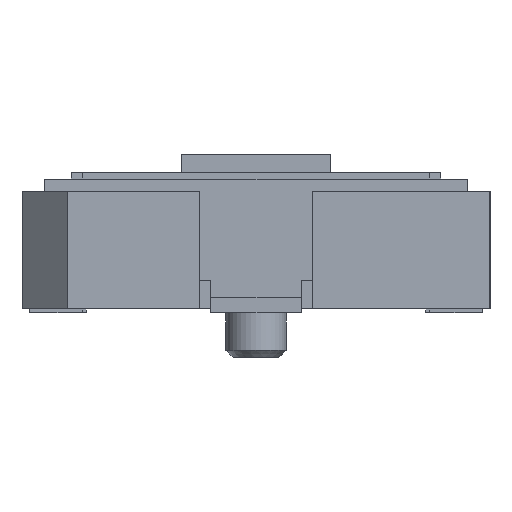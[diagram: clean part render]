
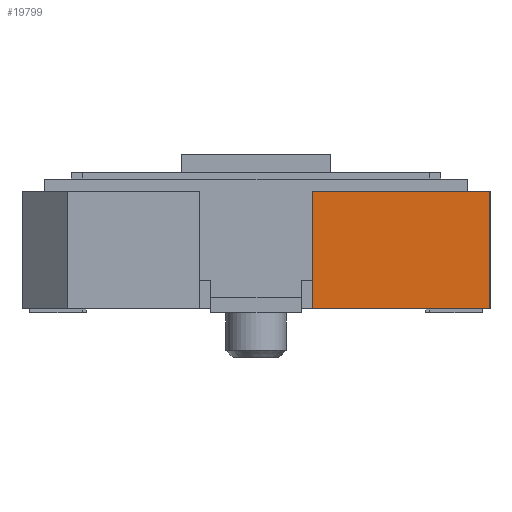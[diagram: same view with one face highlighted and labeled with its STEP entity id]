
A CAD part, left-side view. The second image highlights one B-rep face of the part: STEP entity #19799.
In plain terms, the highlighted planar face has unit normal (-1, 0, 0).
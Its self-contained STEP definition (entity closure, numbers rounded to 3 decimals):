
#793=FACE_OUTER_BOUND('',#1815,.T.);
#1815=EDGE_LOOP('',(#15287,#15288,#15289,#15290));
#3742=LINE('',#28978,#6565);
#3905=LINE('',#29284,#6728);
#3914=LINE('',#29300,#6737);
#3918=LINE('',#29308,#6741);
#6565=VECTOR('',#23598,1.);
#6728=VECTOR('',#23771,1.);
#6737=VECTOR('',#23782,1.);
#6741=VECTOR('',#23790,1.);
#8983=VERTEX_POINT('',#28975);
#8984=VERTEX_POINT('',#28977);
#9121=VERTEX_POINT('',#29282);
#9122=VERTEX_POINT('',#29283);
#11210=EDGE_CURVE('',#8984,#8983,#3742,.T.);
#11374=EDGE_CURVE('',#9121,#9122,#3905,.T.);
#11383=EDGE_CURVE('',#9121,#8984,#3914,.T.);
#11387=EDGE_CURVE('',#9122,#8983,#3918,.T.);
#15287=ORIENTED_EDGE('',*,*,#11374,.F.);
#15288=ORIENTED_EDGE('',*,*,#11383,.T.);
#15289=ORIENTED_EDGE('',*,*,#11210,.T.);
#15290=ORIENTED_EDGE('',*,*,#11387,.F.);
#18786=PLANE('',#20833);
#19799=ADVANCED_FACE('',(#793),#18786,.T.);
#20833=AXIS2_PLACEMENT_3D('',#29307,#23788,#23789);
#23598=DIRECTION('',(0.,-1.,0.));
#23771=DIRECTION('',(0.,-1.,0.));
#23782=DIRECTION('',(0.,0.,-1.));
#23788=DIRECTION('center_axis',(-1.,0.,0.));
#23789=DIRECTION('ref_axis',(0.,1.,0.));
#23790=DIRECTION('',(0.,0.,-1.));
#28975=CARTESIAN_POINT('',(-12.,-3.1,0.));
#28977=CARTESIAN_POINT('',(-12.,-0.75,0.));
#28978=CARTESIAN_POINT('',(-12.,-0.75,0.));
#29282=CARTESIAN_POINT('',(-12.,-0.75,1.55));
#29283=CARTESIAN_POINT('',(-12.,-3.1,1.55));
#29284=CARTESIAN_POINT('',(-12.,-0.75,1.55));
#29300=CARTESIAN_POINT('',(-12.,-0.75,1.55));
#29307=CARTESIAN_POINT('Origin',(-12.,-0.75,1.55));
#29308=CARTESIAN_POINT('',(-12.,-3.1,1.55));
